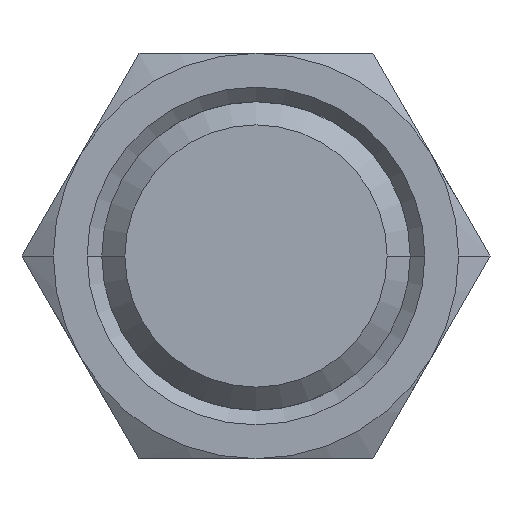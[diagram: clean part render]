
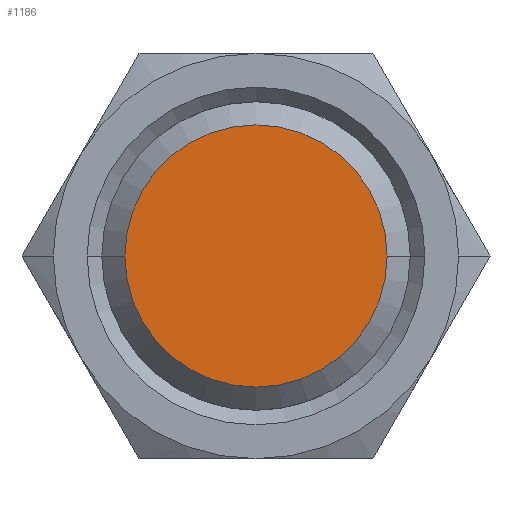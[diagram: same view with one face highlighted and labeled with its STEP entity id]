
A CAD part, left-side view. The second image highlights one B-rep face of the part: STEP entity #1186.
In plain terms, the highlighted planar face has unit normal (-1, 0, 0).
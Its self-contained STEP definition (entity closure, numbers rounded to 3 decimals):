
#594=CARTESIAN_POINT('',(-8.,0.,0.));
#595=DIRECTION('',(-1.,0.,0.));
#596=DIRECTION('',(0.,-1.,0.));
#597=AXIS2_PLACEMENT_3D('',#594,#595,#596);
#602=CARTESIAN_POINT('',(-8.,0.,0.));
#603=DIRECTION('',(-1.,0.,0.));
#604=DIRECTION('',(0.,1.,0.));
#605=AXIS2_PLACEMENT_3D('',#602,#603,#604);
#720=CARTESIAN_POINT('',(-8.,-5.1,0.));
#721=CARTESIAN_POINT('',(-8.,5.1,0.));
#722=VERTEX_POINT('',#720);
#723=VERTEX_POINT('',#721);
#1176=CARTESIAN_POINT('',(-8.,0.,0.));
#1177=DIRECTION('',(-1.,0.,0.));
#1178=DIRECTION('',(0.,1.,0.));
#1179=AXIS2_PLACEMENT_3D('',#1176,#1177,#1178);
#1180=PLANE('',#1179);
#1181=ORIENTED_EDGE('',*,*,#1166,.F.);
#1183=ORIENTED_EDGE('',*,*,#1182,.F.);
#1184=EDGE_LOOP('',(#1181,#1183));
#1185=FACE_OUTER_BOUND('',#1184,.F.);
#1186=ADVANCED_FACE('',(#1185),#1180,.T.);
#598=CIRCLE('',#597,5.1);
#606=CIRCLE('',#605,5.1);
#1166=EDGE_CURVE('',#722,#723,#598,.T.);
#1182=EDGE_CURVE('',#723,#722,#606,.T.);
